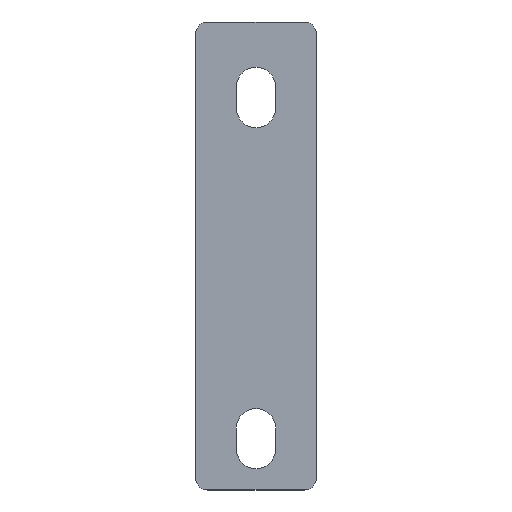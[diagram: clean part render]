
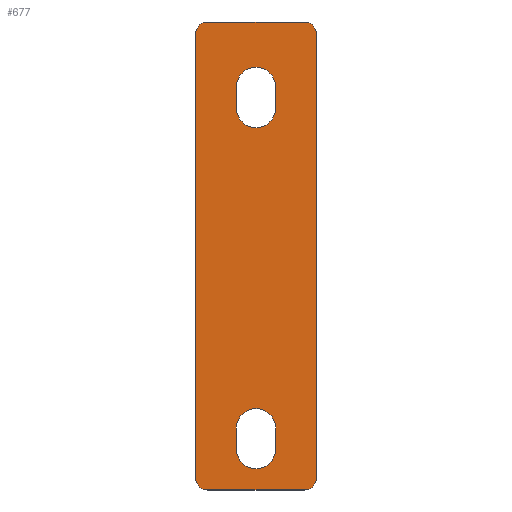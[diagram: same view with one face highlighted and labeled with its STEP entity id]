
A CAD part, top view. The second image highlights one B-rep face of the part: STEP entity #677.
In plain terms, the highlighted planar face has unit normal (0, 0, 1).
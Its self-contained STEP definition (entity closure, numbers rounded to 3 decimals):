
#318=CARTESIAN_POINT('',(16.,73.5,2.5));
#319=DIRECTION('',(0.,0.,1.));
#320=DIRECTION('',(1.,0.,0.));
#321=AXIS2_PLACEMENT_3D('',#318,#319,#320);
#323=DIRECTION('',(0.,1.,0.));
#324=VECTOR('',#323,147.);
#325=CARTESIAN_POINT('',(20.,-73.5,2.5));
#326=LINE('',#325,#324);
#327=CARTESIAN_POINT('',(16.,-73.5,2.5));
#328=DIRECTION('',(0.,0.,1.));
#329=DIRECTION('',(0.,-1.,0.));
#330=AXIS2_PLACEMENT_3D('',#327,#328,#329);
#332=DIRECTION('',(1.,0.,0.));
#333=VECTOR('',#332,32.);
#334=CARTESIAN_POINT('',(-16.,-77.5,2.5));
#335=LINE('',#334,#333);
#336=CARTESIAN_POINT('',(-16.,-73.5,2.5));
#337=DIRECTION('',(0.,0.,1.));
#338=DIRECTION('',(-1.,0.,0.));
#339=AXIS2_PLACEMENT_3D('',#336,#337,#338);
#341=DIRECTION('',(0.,-1.,0.));
#342=VECTOR('',#341,147.);
#343=CARTESIAN_POINT('',(-20.,73.5,2.5));
#344=LINE('',#343,#342);
#345=CARTESIAN_POINT('',(-16.,73.5,2.5));
#346=DIRECTION('',(0.,0.,1.));
#347=DIRECTION('',(0.,1.,0.));
#348=AXIS2_PLACEMENT_3D('',#345,#346,#347);
#350=DIRECTION('',(-1.,0.,0.));
#351=VECTOR('',#350,32.);
#352=CARTESIAN_POINT('',(16.,77.5,2.5));
#353=LINE('',#352,#351);
#354=CARTESIAN_POINT('',(0.,56.,2.5));
#355=DIRECTION('',(0.,0.,1.));
#356=DIRECTION('',(1.,0.,0.));
#357=AXIS2_PLACEMENT_3D('',#354,#355,#356);
#359=DIRECTION('',(0.,-1.,0.));
#360=VECTOR('',#359,7.);
#361=CARTESIAN_POINT('',(-6.5,56.,2.5));
#362=LINE('',#361,#360);
#363=CARTESIAN_POINT('',(0.,49.,2.5));
#364=DIRECTION('',(0.,0.,1.));
#365=DIRECTION('',(-1.,0.,0.));
#366=AXIS2_PLACEMENT_3D('',#363,#364,#365);
#368=DIRECTION('',(0.,1.,0.));
#369=VECTOR('',#368,7.);
#370=CARTESIAN_POINT('',(6.5,49.,2.5));
#371=LINE('',#370,#369);
#372=CARTESIAN_POINT('',(0.,-57.,2.5));
#373=DIRECTION('',(0.,0.,1.));
#374=DIRECTION('',(1.,0.,0.));
#375=AXIS2_PLACEMENT_3D('',#372,#373,#374);
#377=DIRECTION('',(0.,-1.,0.));
#378=VECTOR('',#377,7.);
#379=CARTESIAN_POINT('',(-6.5,-57.,2.5));
#380=LINE('',#379,#378);
#381=CARTESIAN_POINT('',(0.,-64.,2.5));
#382=DIRECTION('',(0.,0.,1.));
#383=DIRECTION('',(-1.,0.,0.));
#384=AXIS2_PLACEMENT_3D('',#381,#382,#383);
#386=DIRECTION('',(0.,1.,0.));
#387=VECTOR('',#386,7.);
#388=CARTESIAN_POINT('',(6.5,-64.,2.5));
#389=LINE('',#388,#387);
#426=CARTESIAN_POINT('',(20.,73.5,2.5));
#427=VERTEX_POINT('',#426);
#428=CARTESIAN_POINT('',(16.,77.5,2.5));
#429=VERTEX_POINT('',#428);
#434=CARTESIAN_POINT('',(-16.,77.5,2.5));
#435=VERTEX_POINT('',#434);
#436=CARTESIAN_POINT('',(-20.,73.5,2.5));
#437=VERTEX_POINT('',#436);
#442=CARTESIAN_POINT('',(16.,-77.5,2.5));
#443=VERTEX_POINT('',#442);
#444=CARTESIAN_POINT('',(20.,-73.5,2.5));
#445=VERTEX_POINT('',#444);
#450=CARTESIAN_POINT('',(-20.,-73.5,2.5));
#451=VERTEX_POINT('',#450);
#452=CARTESIAN_POINT('',(-16.,-77.5,2.5));
#453=VERTEX_POINT('',#452);
#470=CARTESIAN_POINT('',(6.5,56.,2.5));
#471=CARTESIAN_POINT('',(-6.5,56.,2.5));
#472=VERTEX_POINT('',#470);
#473=VERTEX_POINT('',#471);
#474=CARTESIAN_POINT('',(-6.5,49.,2.5));
#475=VERTEX_POINT('',#474);
#476=CARTESIAN_POINT('',(6.5,49.,2.5));
#477=VERTEX_POINT('',#476);
#478=CARTESIAN_POINT('',(6.5,-57.,2.5));
#479=CARTESIAN_POINT('',(-6.5,-57.,2.5));
#480=VERTEX_POINT('',#478);
#481=VERTEX_POINT('',#479);
#482=CARTESIAN_POINT('',(-6.5,-64.,2.5));
#483=VERTEX_POINT('',#482);
#484=CARTESIAN_POINT('',(6.5,-64.,2.5));
#485=VERTEX_POINT('',#484);
#642=CARTESIAN_POINT('',(0.,0.,2.5));
#643=DIRECTION('',(0.,0.,1.));
#644=DIRECTION('',(1.,0.,0.));
#645=AXIS2_PLACEMENT_3D('',#642,#643,#644);
#646=PLANE('',#645);
#647=ORIENTED_EDGE('',*,*,#538,.F.);
#648=ORIENTED_EDGE('',*,*,#554,.F.);
#649=ORIENTED_EDGE('',*,*,#567,.F.);
#650=ORIENTED_EDGE('',*,*,#582,.F.);
#651=ORIENTED_EDGE('',*,*,#595,.F.);
#652=ORIENTED_EDGE('',*,*,#608,.F.);
#653=ORIENTED_EDGE('',*,*,#623,.F.);
#654=ORIENTED_EDGE('',*,*,#635,.F.);
#655=EDGE_LOOP('',(#647,#648,#649,#650,#651,#652,#653,#654));
#656=FACE_OUTER_BOUND('',#655,.F.);
#658=ORIENTED_EDGE('',*,*,#657,.T.);
#660=ORIENTED_EDGE('',*,*,#659,.T.);
#662=ORIENTED_EDGE('',*,*,#661,.T.);
#664=ORIENTED_EDGE('',*,*,#663,.T.);
#665=EDGE_LOOP('',(#658,#660,#662,#664));
#666=FACE_BOUND('',#665,.F.);
#668=ORIENTED_EDGE('',*,*,#667,.T.);
#670=ORIENTED_EDGE('',*,*,#669,.T.);
#672=ORIENTED_EDGE('',*,*,#671,.T.);
#674=ORIENTED_EDGE('',*,*,#673,.T.);
#675=EDGE_LOOP('',(#668,#670,#672,#674));
#676=FACE_BOUND('',#675,.F.);
#677=ADVANCED_FACE('',(#656,#666,#676),#646,.T.);
#322=CIRCLE('',#321,4.);
#331=CIRCLE('',#330,4.);
#340=CIRCLE('',#339,4.);
#349=CIRCLE('',#348,4.);
#358=CIRCLE('',#357,6.5);
#367=CIRCLE('',#366,6.5);
#376=CIRCLE('',#375,6.5);
#385=CIRCLE('',#384,6.5);
#538=EDGE_CURVE('',#427,#429,#322,.T.);
#554=EDGE_CURVE('',#445,#427,#326,.T.);
#567=EDGE_CURVE('',#443,#445,#331,.T.);
#582=EDGE_CURVE('',#453,#443,#335,.T.);
#595=EDGE_CURVE('',#451,#453,#340,.T.);
#608=EDGE_CURVE('',#437,#451,#344,.T.);
#623=EDGE_CURVE('',#435,#437,#349,.T.);
#635=EDGE_CURVE('',#429,#435,#353,.T.);
#657=EDGE_CURVE('',#472,#473,#358,.T.);
#659=EDGE_CURVE('',#473,#475,#362,.T.);
#661=EDGE_CURVE('',#475,#477,#367,.T.);
#663=EDGE_CURVE('',#477,#472,#371,.T.);
#667=EDGE_CURVE('',#480,#481,#376,.T.);
#669=EDGE_CURVE('',#481,#483,#380,.T.);
#671=EDGE_CURVE('',#483,#485,#385,.T.);
#673=EDGE_CURVE('',#485,#480,#389,.T.);
